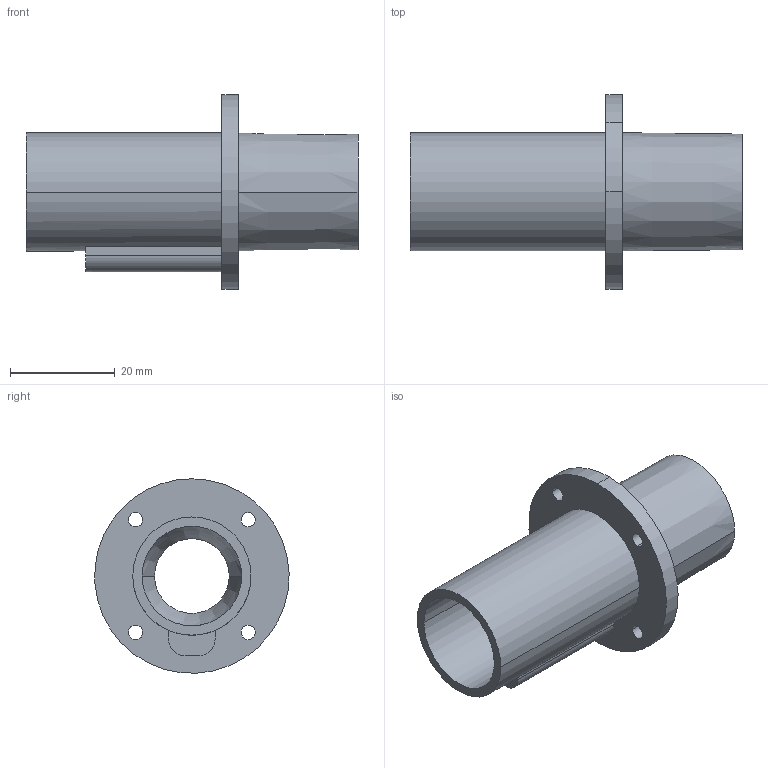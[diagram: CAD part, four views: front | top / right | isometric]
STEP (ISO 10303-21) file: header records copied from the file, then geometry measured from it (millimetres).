
FILE_DESCRIPTION((''),'2;1');
FILE_NAME('178-71-2','2021-02-01T07:15:41',('agreenhill'),(''),'CREO PARAMETRIC BY PTC INC, 2019164','CREO PARAMETRIC BY PTC INC, 2019164','');
FILE_SCHEMA(('CONFIG_CONTROL_DESIGN'));
Length unit declared in the file: inch
Products named in the file (1): 178-71-2
Bounding box: 63.5 x 37.16 x 37.19 mm (x, y, z)
Volume: 12535.3 mm3; surface area: 10108.1 mm2
Topology: 1 solids, 1 shells, 40 faces, 106 edges, 68 vertices
Faces by surface type: cylinder 24, plane 10, cone 6
Entity records: 1394 total; most frequent: CARTESIAN_POINT 296, DIRECTION 232, ORIENTED_EDGE 212, EDGE_CURVE 106, AXIS2_PLACEMENT_3D 94, VERTEX_POINT 68, EDGE_LOOP 54, CIRCLE 54
